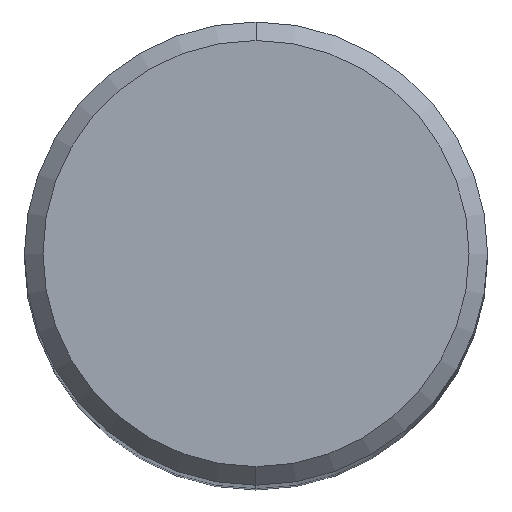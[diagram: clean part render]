
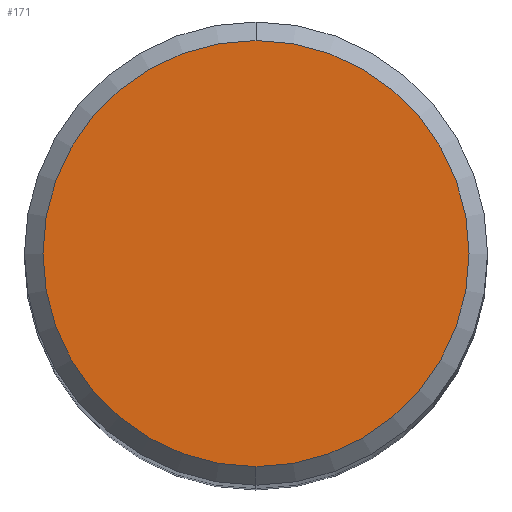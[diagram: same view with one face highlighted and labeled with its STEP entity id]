
A CAD part, top view. The second image highlights one B-rep face of the part: STEP entity #171.
In plain terms, the highlighted planar face has unit normal (0, 0, 1).
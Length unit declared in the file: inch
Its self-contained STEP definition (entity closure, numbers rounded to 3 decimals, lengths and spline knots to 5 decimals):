
#13 = CARTESIAN_POINT ( 'NONE',  ( 0., 0.23, 0. ) ) ;
#34 = ORIENTED_EDGE ( 'NONE', *, *, #197, .T. ) ;
#42 = AXIS2_PLACEMENT_3D ( 'NONE', #277, #332, #297 ) ;
#52 = EDGE_CURVE ( 'NONE', #415, #338, #181, .T. ) ;
#77 = DIRECTION ( 'NONE',  ( 0., -1., 0. ) ) ;
#93 = PLANE ( 'NONE',  #189 ) ;
#97 = CARTESIAN_POINT ( 'NONE',  ( 0., 0.23, 0. ) ) ;
#111 = CARTESIAN_POINT ( 'NONE',  ( 0., 0., 0. ) ) ;
#118 = DIRECTION ( 'NONE',  ( 0., 1., 0. ) ) ;
#143 = DIRECTION ( 'NONE',  ( 0., 0., -1. ) ) ;
#164 = DIRECTION ( 'NONE',  ( 0., 0., 1. ) ) ;
#171 = ADVANCED_FACE ( 'NONE', ( #363 ), #93, .F. ) ;
#181 = CIRCLE ( 'NONE', #339, 0.23 ) ;
#189 = AXIS2_PLACEMENT_3D ( 'NONE', #13, #143, #118 ) ;
#197 = EDGE_CURVE ( 'NONE', #338, #415, #352, .T. ) ;
#253 = CARTESIAN_POINT ( 'NONE',  ( 0., -0.23, 0. ) ) ;
#277 = CARTESIAN_POINT ( 'NONE',  ( 0., 0., 0. ) ) ;
#297 = DIRECTION ( 'NONE',  ( 0., -1., 0. ) ) ;
#310 = EDGE_LOOP ( 'NONE', ( #313, #34 ) ) ;
#313 = ORIENTED_EDGE ( 'NONE', *, *, #52, .T. ) ;
#332 = DIRECTION ( 'NONE',  ( 0., 0., 1. ) ) ;
#338 = VERTEX_POINT ( 'NONE', #253 ) ;
#339 = AXIS2_PLACEMENT_3D ( 'NONE', #111, #164, #77 ) ;
#352 = CIRCLE ( 'NONE', #42, 0.23 ) ;
#363 = FACE_OUTER_BOUND ( 'NONE', #310, .T. ) ;
#415 = VERTEX_POINT ( 'NONE', #97 ) ;
